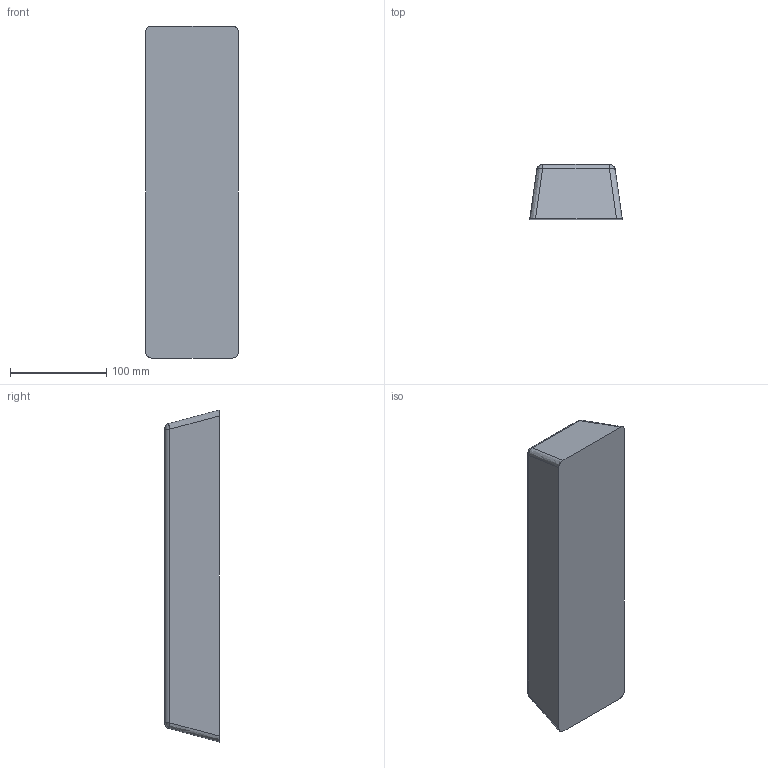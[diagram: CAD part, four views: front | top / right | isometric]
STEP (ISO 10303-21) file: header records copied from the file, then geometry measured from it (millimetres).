
FILE_DESCRIPTION(('FreeCAD Model'),'2;1');
FILE_NAME('Open CASCADE Shape Model','2025-05-04T12:11:49',('FreeCAD'),( 'FreeCAD'),'Open CASCADE STEP processor 7.6','FreeCAD','Unknown');
FILE_SCHEMA(('AUTOMOTIVE_DESIGN { 1 0 10303 214 1 1 1 1 }'));
Length unit declared in the file: millimetre
Products named in the file (1): Open CASCADE STEP translator 7.6 1
Bounding box: 95.88 x 56.55 x 344.2 mm (x, y, z)
Volume: 1631637.3 mm3; surface area: 103952.1 mm2
Topology: 1 solids, 1 shells, 33 faces, 69 edges, 42 vertices
Faces by surface type: bspline 33
Entity records: 863 total; most frequent: CARTESIAN_POINT 425, ORIENTED_EDGE 138, EDGE_CURVE 69, B_SPLINE_CURVE_WITH_KNOTS 47, VERTEX_POINT 42, FACE_BOUND 37, EDGE_LOOP 37, ADVANCED_FACE 33
